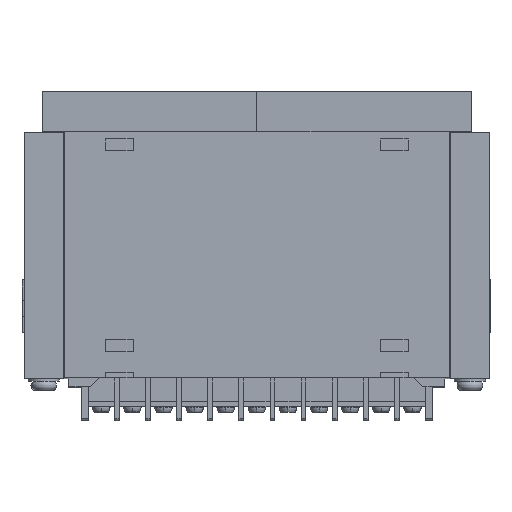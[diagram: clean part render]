
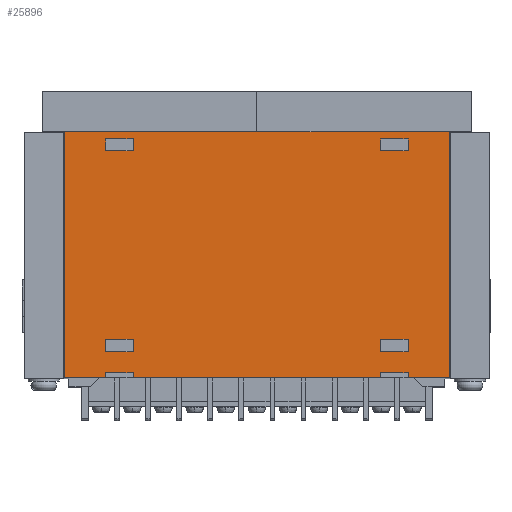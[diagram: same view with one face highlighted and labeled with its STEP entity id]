
A CAD part, top view. The second image highlights one B-rep face of the part: STEP entity #25896.
In plain terms, the highlighted planar face has unit normal (0, 0, 1).
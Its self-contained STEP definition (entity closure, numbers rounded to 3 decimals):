
#182=DIRECTION('',(-1.,0.,0.));
#183=VECTOR('',#182,109.6);
#184=CARTESIAN_POINT('',(54.8,0.,55.));
#185=LINE('',#184,#183);
#3522=DIRECTION('',(0.,1.,0.));
#3523=VECTOR('',#3522,1.5);
#3524=CARTESIAN_POINT('',(-43.,-70.,55.));
#3525=LINE('',#3524,#3523);
#3530=DIRECTION('',(-1.,0.,0.));
#3531=VECTOR('',#3530,7.8);
#3532=CARTESIAN_POINT('',(43.,-68.5,55.));
#3533=LINE('',#3532,#3531);
#3534=DIRECTION('',(-1.,0.,0.));
#3535=VECTOR('',#3534,70.4);
#3536=CARTESIAN_POINT('',(35.2,-70.,55.));
#3537=LINE('',#3536,#3535);
#3538=DIRECTION('',(0.,1.,0.));
#3539=VECTOR('',#3538,1.5);
#3540=CARTESIAN_POINT('',(-35.2,-70.,55.));
#3541=LINE('',#3540,#3539);
#3542=DIRECTION('',(-1.,0.,0.));
#3543=VECTOR('',#3542,7.8);
#3544=CARTESIAN_POINT('',(-35.2,-68.5,55.));
#3545=LINE('',#3544,#3543);
#3546=DIRECTION('',(-1.,0.,0.));
#3547=VECTOR('',#3546,11.8);
#3548=CARTESIAN_POINT('',(-43.,-70.,55.));
#3549=LINE('',#3548,#3547);
#3550=DIRECTION('',(0.,1.,0.));
#3551=VECTOR('',#3550,70.);
#3552=CARTESIAN_POINT('',(-54.8,-70.,55.));
#3553=LINE('',#3552,#3551);
#3554=DIRECTION('',(-1.,0.,0.));
#3555=VECTOR('',#3554,11.8);
#3556=CARTESIAN_POINT('',(54.8,-70.,55.));
#3557=LINE('',#3556,#3555);
#3558=DIRECTION('',(0.,1.,0.));
#3559=VECTOR('',#3558,1.5);
#3560=CARTESIAN_POINT('',(43.,-70.,55.));
#3561=LINE('',#3560,#3559);
#3562=DIRECTION('',(1.,0.,0.));
#3563=VECTOR('',#3562,7.8);
#3564=CARTESIAN_POINT('',(-43.,-62.5,55.));
#3565=LINE('',#3564,#3563);
#3566=DIRECTION('',(0.,1.,0.));
#3567=VECTOR('',#3566,3.5);
#3568=CARTESIAN_POINT('',(-35.2,-62.5,55.));
#3569=LINE('',#3568,#3567);
#3570=DIRECTION('',(-1.,0.,0.));
#3571=VECTOR('',#3570,7.8);
#3572=CARTESIAN_POINT('',(-35.2,-59.,55.));
#3573=LINE('',#3572,#3571);
#3574=DIRECTION('',(0.,-1.,0.));
#3575=VECTOR('',#3574,3.5);
#3576=CARTESIAN_POINT('',(-43.,-59.,55.));
#3577=LINE('',#3576,#3575);
#3578=DIRECTION('',(0.,-1.,0.));
#3579=VECTOR('',#3578,3.4);
#3580=CARTESIAN_POINT('',(-43.,-2.,55.));
#3581=LINE('',#3580,#3579);
#3582=DIRECTION('',(1.,0.,0.));
#3583=VECTOR('',#3582,7.8);
#3584=CARTESIAN_POINT('',(-43.,-5.4,55.));
#3585=LINE('',#3584,#3583);
#3586=DIRECTION('',(0.,1.,0.));
#3587=VECTOR('',#3586,3.5);
#3588=CARTESIAN_POINT('',(-35.2,-5.4,55.));
#3589=LINE('',#3588,#3587);
#3590=DIRECTION('',(-1.,-0.013,0.));
#3591=VECTOR('',#3590,7.801);
#3592=CARTESIAN_POINT('',(-35.2,-1.9,55.));
#3593=LINE('',#3592,#3591);
#3594=DIRECTION('',(1.,0.,0.));
#3595=VECTOR('',#3594,7.8);
#3596=CARTESIAN_POINT('',(35.2,-5.4,55.));
#3597=LINE('',#3596,#3595);
#3598=DIRECTION('',(0.,1.,0.));
#3599=VECTOR('',#3598,3.353);
#3600=CARTESIAN_POINT('',(43.,-5.4,55.));
#3601=LINE('',#3600,#3599);
#3602=DIRECTION('',(-1.,0.,0.));
#3603=VECTOR('',#3602,7.8);
#3604=CARTESIAN_POINT('',(43.,-2.047,55.));
#3605=LINE('',#3604,#3603);
#3606=DIRECTION('',(0.,-1.,0.));
#3607=VECTOR('',#3606,3.353);
#3608=CARTESIAN_POINT('',(35.2,-2.047,55.));
#3609=LINE('',#3608,#3607);
#3610=DIRECTION('',(1.,0.,0.));
#3611=VECTOR('',#3610,7.8);
#3612=CARTESIAN_POINT('',(35.2,-62.5,55.));
#3613=LINE('',#3612,#3611);
#3614=DIRECTION('',(0.,1.,0.));
#3615=VECTOR('',#3614,3.5);
#3616=CARTESIAN_POINT('',(43.,-62.5,55.));
#3617=LINE('',#3616,#3615);
#3618=DIRECTION('',(-1.,0.,0.));
#3619=VECTOR('',#3618,7.8);
#3620=CARTESIAN_POINT('',(43.,-59.,55.));
#3621=LINE('',#3620,#3619);
#3622=DIRECTION('',(0.,-1.,0.));
#3623=VECTOR('',#3622,3.5);
#3624=CARTESIAN_POINT('',(35.2,-59.,55.));
#3625=LINE('',#3624,#3623);
#3646=DIRECTION('',(0.,1.,0.));
#3647=VECTOR('',#3646,1.5);
#3648=CARTESIAN_POINT('',(35.2,-70.,55.));
#3649=LINE('',#3648,#3647);
#3670=DIRECTION('',(0.,1.,0.));
#3671=VECTOR('',#3670,70.);
#3672=CARTESIAN_POINT('',(54.8,-70.,55.));
#3673=LINE('',#3672,#3671);
#16534=CARTESIAN_POINT('',(54.8,0.,55.));
#16535=VERTEX_POINT('',#16534);
#16536=CARTESIAN_POINT('',(-54.8,0.,55.));
#16537=VERTEX_POINT('',#16536);
#18270=CARTESIAN_POINT('',(-35.2,-70.,55.));
#18271=VERTEX_POINT('',#18270);
#18272=CARTESIAN_POINT('',(35.2,-70.,55.));
#18273=VERTEX_POINT('',#18272);
#18278=CARTESIAN_POINT('',(43.,-70.,55.));
#18279=VERTEX_POINT('',#18278);
#18280=CARTESIAN_POINT('',(54.8,-70.,55.));
#18281=VERTEX_POINT('',#18280);
#18302=CARTESIAN_POINT('',(-54.8,-70.,55.));
#18303=VERTEX_POINT('',#18302);
#18304=CARTESIAN_POINT('',(-43.,-70.,55.));
#18305=VERTEX_POINT('',#18304);
#19506=CARTESIAN_POINT('',(-43.,-68.5,55.));
#19507=VERTEX_POINT('',#19506);
#19508=CARTESIAN_POINT('',(43.,-68.5,55.));
#19509=CARTESIAN_POINT('',(35.2,-68.5,55.));
#19510=VERTEX_POINT('',#19508);
#19511=VERTEX_POINT('',#19509);
#19512=CARTESIAN_POINT('',(-35.2,-68.5,55.));
#19513=VERTEX_POINT('',#19512);
#19514=CARTESIAN_POINT('',(-43.,-62.5,55.));
#19515=CARTESIAN_POINT('',(-35.2,-62.5,55.));
#19516=VERTEX_POINT('',#19514);
#19517=VERTEX_POINT('',#19515);
#19518=CARTESIAN_POINT('',(-35.2,-59.,55.));
#19519=VERTEX_POINT('',#19518);
#19520=CARTESIAN_POINT('',(-43.,-59.,55.));
#19521=VERTEX_POINT('',#19520);
#19522=CARTESIAN_POINT('',(-43.,-2.,55.));
#19523=CARTESIAN_POINT('',(-43.,-5.4,55.));
#19524=VERTEX_POINT('',#19522);
#19525=VERTEX_POINT('',#19523);
#19526=CARTESIAN_POINT('',(-35.2,-5.4,55.));
#19527=VERTEX_POINT('',#19526);
#19528=CARTESIAN_POINT('',(-35.2,-1.9,55.));
#19529=VERTEX_POINT('',#19528);
#19530=CARTESIAN_POINT('',(35.2,-5.4,55.));
#19531=CARTESIAN_POINT('',(43.,-5.4,55.));
#19532=VERTEX_POINT('',#19530);
#19533=VERTEX_POINT('',#19531);
#19534=CARTESIAN_POINT('',(43.,-2.047,55.));
#19535=VERTEX_POINT('',#19534);
#19536=CARTESIAN_POINT('',(35.2,-2.047,55.));
#19537=VERTEX_POINT('',#19536);
#19538=CARTESIAN_POINT('',(35.2,-62.5,55.));
#19539=CARTESIAN_POINT('',(43.,-62.5,55.));
#19540=VERTEX_POINT('',#19538);
#19541=VERTEX_POINT('',#19539);
#19542=CARTESIAN_POINT('',(43.,-59.,55.));
#19543=VERTEX_POINT('',#19542);
#19544=CARTESIAN_POINT('',(35.2,-59.,55.));
#19545=VERTEX_POINT('',#19544);
#25830=CARTESIAN_POINT('',(55.,0.,55.));
#25831=DIRECTION('',(0.,0.,1.));
#25832=DIRECTION('',(-1.,0.,0.));
#25833=AXIS2_PLACEMENT_3D('',#25830,#25831,#25832);
#25834=PLANE('',#25833);
#25836=ORIENTED_EDGE('',*,*,#25835,.T.);
#25838=ORIENTED_EDGE('',*,*,#25837,.F.);
#25839=ORIENTED_EDGE('',*,*,#24512,.T.);
#25841=ORIENTED_EDGE('',*,*,#25840,.T.);
#25843=ORIENTED_EDGE('',*,*,#25842,.T.);
#25844=ORIENTED_EDGE('',*,*,#25822,.F.);
#25845=ORIENTED_EDGE('',*,*,#24550,.T.);
#25847=ORIENTED_EDGE('',*,*,#25846,.T.);
#25848=ORIENTED_EDGE('',*,*,#21969,.F.);
#25850=ORIENTED_EDGE('',*,*,#25849,.F.);
#25851=ORIENTED_EDGE('',*,*,#24520,.T.);
#25853=ORIENTED_EDGE('',*,*,#25852,.T.);
#25854=EDGE_LOOP('',(#25836,#25838,#25839,#25841,#25843,#25844,#25845,#25847,
#25848,#25850,#25851,#25853));
#25855=FACE_OUTER_BOUND('',#25854,.F.);
#25857=ORIENTED_EDGE('',*,*,#25856,.T.);
#25859=ORIENTED_EDGE('',*,*,#25858,.T.);
#25861=ORIENTED_EDGE('',*,*,#25860,.T.);
#25863=ORIENTED_EDGE('',*,*,#25862,.T.);
#25864=EDGE_LOOP('',(#25857,#25859,#25861,#25863));
#25865=FACE_BOUND('',#25864,.F.);
#25867=ORIENTED_EDGE('',*,*,#25866,.T.);
#25869=ORIENTED_EDGE('',*,*,#25868,.T.);
#25871=ORIENTED_EDGE('',*,*,#25870,.T.);
#25873=ORIENTED_EDGE('',*,*,#25872,.T.);
#25874=EDGE_LOOP('',(#25867,#25869,#25871,#25873));
#25875=FACE_BOUND('',#25874,.F.);
#25877=ORIENTED_EDGE('',*,*,#25876,.T.);
#25879=ORIENTED_EDGE('',*,*,#25878,.T.);
#25881=ORIENTED_EDGE('',*,*,#25880,.T.);
#25883=ORIENTED_EDGE('',*,*,#25882,.T.);
#25884=EDGE_LOOP('',(#25877,#25879,#25881,#25883));
#25885=FACE_BOUND('',#25884,.F.);
#25887=ORIENTED_EDGE('',*,*,#25886,.T.);
#25889=ORIENTED_EDGE('',*,*,#25888,.T.);
#25891=ORIENTED_EDGE('',*,*,#25890,.T.);
#25893=ORIENTED_EDGE('',*,*,#25892,.T.);
#25894=EDGE_LOOP('',(#25887,#25889,#25891,#25893));
#25895=FACE_BOUND('',#25894,.F.);
#25896=ADVANCED_FACE('',(#25855,#25865,#25875,#25885,#25895),#25834,.T.);
#21969=EDGE_CURVE('',#16535,#16537,#185,.T.);
#24512=EDGE_CURVE('',#18273,#18271,#3537,.T.);
#24520=EDGE_CURVE('',#18281,#18279,#3557,.T.);
#24550=EDGE_CURVE('',#18305,#18303,#3549,.T.);
#25822=EDGE_CURVE('',#18305,#19507,#3525,.T.);
#25835=EDGE_CURVE('',#19510,#19511,#3533,.T.);
#25837=EDGE_CURVE('',#18273,#19511,#3649,.T.);
#25840=EDGE_CURVE('',#18271,#19513,#3541,.T.);
#25842=EDGE_CURVE('',#19513,#19507,#3545,.T.);
#25846=EDGE_CURVE('',#18303,#16537,#3553,.T.);
#25849=EDGE_CURVE('',#18281,#16535,#3673,.T.);
#25852=EDGE_CURVE('',#18279,#19510,#3561,.T.);
#25856=EDGE_CURVE('',#19516,#19517,#3565,.T.);
#25858=EDGE_CURVE('',#19517,#19519,#3569,.T.);
#25860=EDGE_CURVE('',#19519,#19521,#3573,.T.);
#25862=EDGE_CURVE('',#19521,#19516,#3577,.T.);
#25866=EDGE_CURVE('',#19524,#19525,#3581,.T.);
#25868=EDGE_CURVE('',#19525,#19527,#3585,.T.);
#25870=EDGE_CURVE('',#19527,#19529,#3589,.T.);
#25872=EDGE_CURVE('',#19529,#19524,#3593,.T.);
#25876=EDGE_CURVE('',#19532,#19533,#3597,.T.);
#25878=EDGE_CURVE('',#19533,#19535,#3601,.T.);
#25880=EDGE_CURVE('',#19535,#19537,#3605,.T.);
#25882=EDGE_CURVE('',#19537,#19532,#3609,.T.);
#25886=EDGE_CURVE('',#19540,#19541,#3613,.T.);
#25888=EDGE_CURVE('',#19541,#19543,#3617,.T.);
#25890=EDGE_CURVE('',#19543,#19545,#3621,.T.);
#25892=EDGE_CURVE('',#19545,#19540,#3625,.T.);
